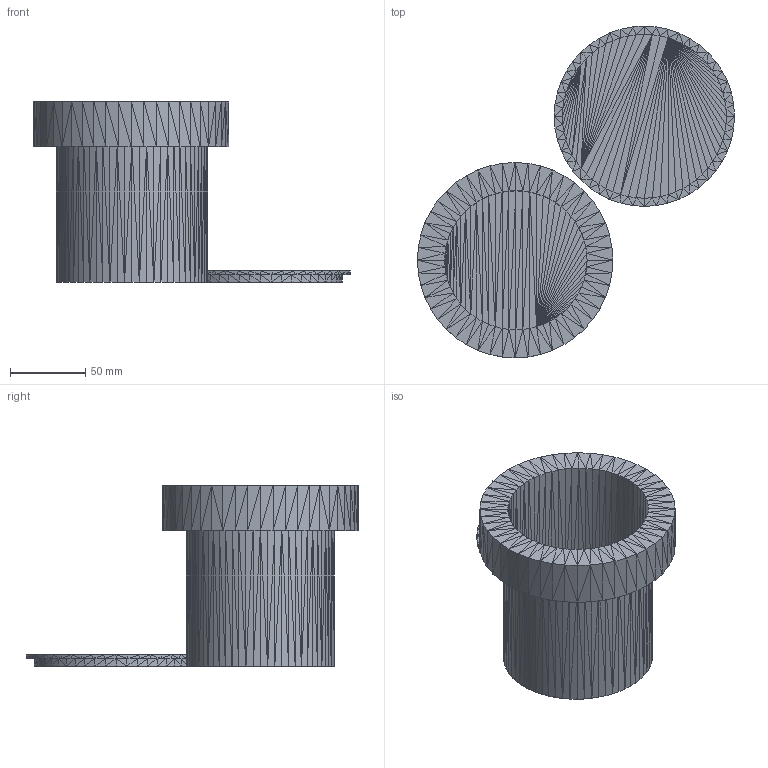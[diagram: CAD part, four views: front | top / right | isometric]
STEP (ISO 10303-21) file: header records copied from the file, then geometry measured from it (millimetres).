
FILE_DESCRIPTION((''),'2;1');
FILE_NAME('Funky Maimu-Fyyran (3)', '2026-01-20T20:17:00', (''), (''), 'ImageToStl.com STEP Converter','', '');
FILE_SCHEMA(('AUTOMOTIVE_DESIGN_CC2'));
Length unit declared in the file: metre
Products named in the file (1): product0
Bounding box: 211 x 221 x 120 mm (x, y, z)
Surface area: 122251.1 mm2 (no closed solid volume)
Topology: 0 solids, 1336 shells, 1336 faces, 4008 edges, 672 vertices
Faces by surface type: plane 1336
Entity records: 30764 total; most frequent: DIRECTION 6682, ORIENTED_EDGE 4008, EDGE_CURVE 4008, LINE 4008, VECTOR 4008, AXIS2_PLACEMENT_3D 1337, FACE_SURFACE 1336, PLANE 1336
